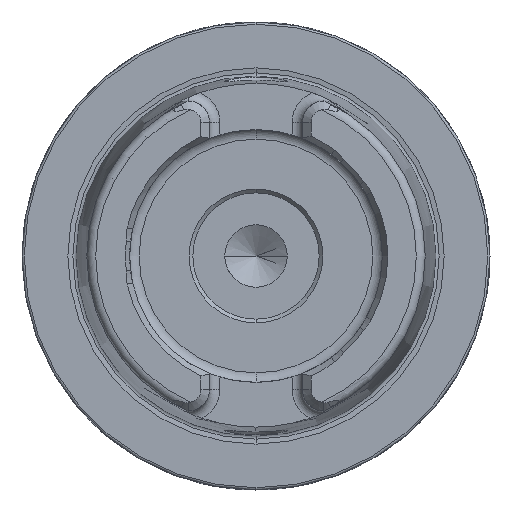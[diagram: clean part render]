
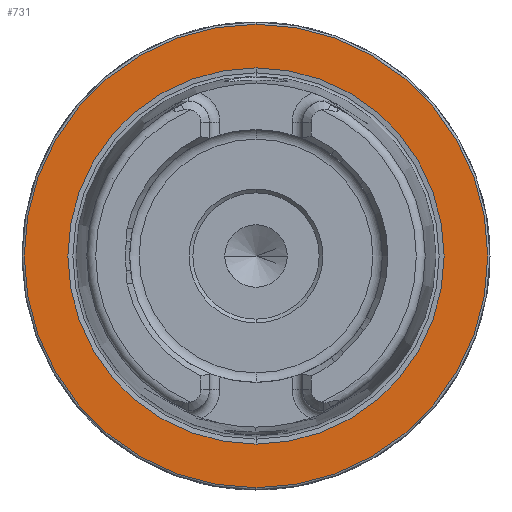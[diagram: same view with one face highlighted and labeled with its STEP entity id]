
A CAD part, left-side view. The second image highlights one B-rep face of the part: STEP entity #731.
In plain terms, the highlighted planar face has unit normal (-1, 0, 0).
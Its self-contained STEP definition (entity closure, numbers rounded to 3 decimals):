
#456 = FACE_BOUND ( 'NONE', #16509, .T. ) ;
#731 = ADVANCED_FACE ( 'NONE', ( #456, #13320 ), #23965, .F. ) ;
#1478 = CARTESIAN_POINT ( 'NONE',  ( 0., 0., 0. ) ) ;
#2163 = EDGE_CURVE ( 'NONE', #33951, #14896, #17995, .T. ) ;
#2549 = CARTESIAN_POINT ( 'NONE',  ( 0., 31.2, 0. ) ) ;
#2608 = CARTESIAN_POINT ( 'NONE',  ( 0., 0., 25.324 ) ) ;
#2854 = ORIENTED_EDGE ( 'NONE', *, *, #6224, .F. ) ;
#3763 = CIRCLE ( 'NONE', #24898, 25.324 ) ;
#4816 = ORIENTED_EDGE ( 'NONE', *, *, #2163, .T. ) ;
#5202 = AXIS2_PLACEMENT_3D ( 'NONE', #6822, #14657, #25480 ) ;
#5393 = DIRECTION ( 'NONE',  ( -1., 0., 0. ) ) ;
#6140 = CIRCLE ( 'NONE', #12235, 31.2 ) ;
#6224 = EDGE_CURVE ( 'NONE', #16172, #10767, #3763, .T. ) ;
#6474 = CIRCLE ( 'NONE', #18150, 25.324 ) ;
#6822 = CARTESIAN_POINT ( 'NONE',  ( 0., 0., 0. ) ) ;
#6841 = DIRECTION ( 'NONE',  ( -1., 0., 0. ) ) ;
#7763 = DIRECTION ( 'NONE',  ( 0., 0., -1. ) ) ;
#8267 = ORIENTED_EDGE ( 'NONE', *, *, #31630, .F. ) ;
#10437 = CARTESIAN_POINT ( 'NONE',  ( 0., 0., 0. ) ) ;
#10767 = VERTEX_POINT ( 'NONE', #2608 ) ;
#11043 = DIRECTION ( 'NONE',  ( 1., 0., 0. ) ) ;
#11427 = EDGE_LOOP ( 'NONE', ( #4816, #21064 ) ) ;
#12235 = AXIS2_PLACEMENT_3D ( 'NONE', #30041, #32997, #30202 ) ;
#13320 = FACE_OUTER_BOUND ( 'NONE', #11427, .T. ) ;
#14657 = DIRECTION ( 'NONE',  ( -1., 0., 0. ) ) ;
#14896 = VERTEX_POINT ( 'NONE', #24044 ) ;
#16172 = VERTEX_POINT ( 'NONE', #34352 ) ;
#16509 = EDGE_LOOP ( 'NONE', ( #8267, #2854 ) ) ;
#17995 = CIRCLE ( 'NONE', #5202, 31.2 ) ;
#18150 = AXIS2_PLACEMENT_3D ( 'NONE', #10437, #5393, #26818 ) ;
#21064 = ORIENTED_EDGE ( 'NONE', *, *, #25076, .T. ) ;
#23965 = PLANE ( 'NONE',  #27329 ) ;
#24044 = CARTESIAN_POINT ( 'NONE',  ( 0., 0., -31.2 ) ) ;
#24815 = DIRECTION ( 'NONE',  ( 0., 0., 1. ) ) ;
#24898 = AXIS2_PLACEMENT_3D ( 'NONE', #1478, #6841, #24815 ) ;
#25076 = EDGE_CURVE ( 'NONE', #14896, #33951, #6140, .T. ) ;
#25480 = DIRECTION ( 'NONE',  ( 0., 0., 1. ) ) ;
#26818 = DIRECTION ( 'NONE',  ( 0., 0., 1. ) ) ;
#27329 = AXIS2_PLACEMENT_3D ( 'NONE', #2549, #11043, #7763 ) ;
#28985 = CARTESIAN_POINT ( 'NONE',  ( 0., 0., 31.2 ) ) ;
#30041 = CARTESIAN_POINT ( 'NONE',  ( 0., 0., 0. ) ) ;
#30202 = DIRECTION ( 'NONE',  ( 0., 0., 1. ) ) ;
#31630 = EDGE_CURVE ( 'NONE', #10767, #16172, #6474, .T. ) ;
#32997 = DIRECTION ( 'NONE',  ( -1., 0., 0. ) ) ;
#33951 = VERTEX_POINT ( 'NONE', #28985 ) ;
#34352 = CARTESIAN_POINT ( 'NONE',  ( 0., 0., -25.324 ) ) ;
